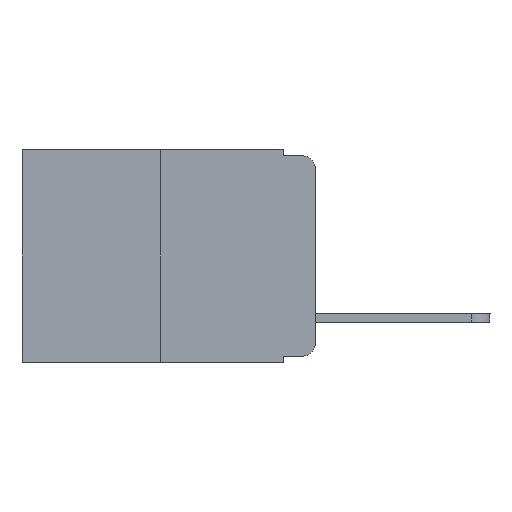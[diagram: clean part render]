
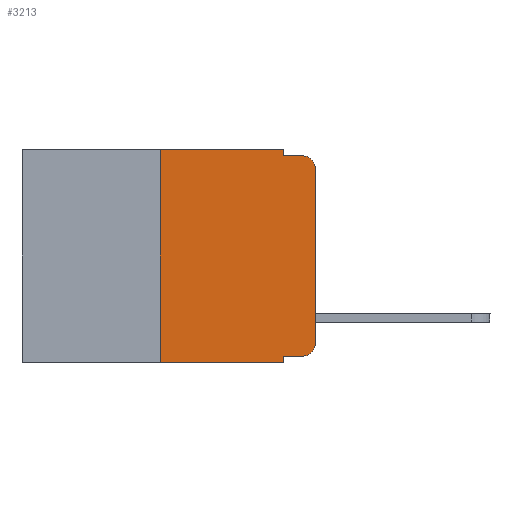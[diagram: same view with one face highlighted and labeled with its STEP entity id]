
A CAD part, left-side view. The second image highlights one B-rep face of the part: STEP entity #3213.
In plain terms, the highlighted planar face has unit normal (-1, 0, 0).
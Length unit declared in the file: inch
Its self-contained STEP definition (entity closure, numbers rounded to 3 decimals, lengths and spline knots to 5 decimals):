
#237 = CIRCLE ( 'NONE', #10565, 0.02 ) ;
#418 = LINE ( 'NONE', #8845, #2052 ) ;
#682 = VECTOR ( 'NONE', #10756, 39.37008 ) ;
#830 = CARTESIAN_POINT ( 'NONE',  ( 0., 0.051, -0.333 ) ) ;
#891 = ORIENTED_EDGE ( 'NONE', *, *, #2331, .F. ) ;
#942 = EDGE_LOOP ( 'NONE', ( #9042, #5394, #4049, #5172, #4369, #10238, #9181, #891, #3636, #6552 ) ) ;
#1106 = CARTESIAN_POINT ( 'NONE',  ( 0., 0.473, -0.343 ) ) ;
#1222 = DIRECTION ( 'NONE',  ( 0., 0., 1. ) ) ;
#1412 = CIRCLE ( 'NONE', #2368, 0.02 ) ;
#1569 = EDGE_CURVE ( 'NONE', #3467, #2420, #10419, .T. ) ;
#1676 = CARTESIAN_POINT ( 'NONE',  ( 0., 0., -0.313 ) ) ;
#1845 = VECTOR ( 'NONE', #6030, 39.37008 ) ;
#1901 = CARTESIAN_POINT ( 'NONE',  ( 0., 0.02, -0.333 ) ) ;
#2021 = VECTOR ( 'NONE', #5744, 39.37008 ) ;
#2052 = VECTOR ( 'NONE', #3917, 39.37008 ) ;
#2331 = EDGE_CURVE ( 'NONE', #8900, #2420, #5507, .T. ) ;
#2368 = AXIS2_PLACEMENT_3D ( 'NONE', #9620, #7714, #4792 ) ;
#2420 = VERTEX_POINT ( 'NONE', #10061 ) ;
#3041 = VERTEX_POINT ( 'NONE', #3584 ) ;
#3213 = ADVANCED_FACE ( 'NONE', ( #10537 ), #4750, .F. ) ;
#3220 = EDGE_CURVE ( 'NONE', #3467, #10648, #6016, .T. ) ;
#3464 = CARTESIAN_POINT ( 'NONE',  ( 0., 0.051, 0. ) ) ;
#3467 = VERTEX_POINT ( 'NONE', #5267 ) ;
#3584 = CARTESIAN_POINT ( 'NONE',  ( 0., 0., -0.03 ) ) ;
#3636 = ORIENTED_EDGE ( 'NONE', *, *, #7071, .T. ) ;
#3814 = AXIS2_PLACEMENT_3D ( 'NONE', #11492, #3901, #4831 ) ;
#3901 = DIRECTION ( 'NONE',  ( 1., 0., 0. ) ) ;
#3917 = DIRECTION ( 'NONE',  ( 0., -1., 0. ) ) ;
#3957 = EDGE_CURVE ( 'NONE', #10648, #10794, #418, .T. ) ;
#4049 = ORIENTED_EDGE ( 'NONE', *, *, #6031, .F. ) ;
#4369 = ORIENTED_EDGE ( 'NONE', *, *, #3957, .F. ) ;
#4586 = VERTEX_POINT ( 'NONE', #6879 ) ;
#4750 = PLANE ( 'NONE',  #3814 ) ;
#4792 = DIRECTION ( 'NONE',  ( 0., 0., -1. ) ) ;
#4831 = DIRECTION ( 'NONE',  ( 0., 0., -1. ) ) ;
#4953 = CARTESIAN_POINT ( 'NONE',  ( 0., 0.051, 0. ) ) ;
#5046 = EDGE_CURVE ( 'NONE', #11510, #3041, #10195, .T. ) ;
#5092 = CARTESIAN_POINT ( 'NONE',  ( 0., 0.02, -0.313 ) ) ;
#5172 = ORIENTED_EDGE ( 'NONE', *, *, #6140, .F. ) ;
#5218 = DIRECTION ( 'NONE',  ( 0., 0., -1. ) ) ;
#5267 = CARTESIAN_POINT ( 'NONE',  ( 0., 0.25, -0.343 ) ) ;
#5394 = ORIENTED_EDGE ( 'NONE', *, *, #6365, .T. ) ;
#5496 = CARTESIAN_POINT ( 'NONE',  ( 0., 0.051, -0.01 ) ) ;
#5507 = LINE ( 'NONE', #4953, #1845 ) ;
#5744 = DIRECTION ( 'NONE',  ( 0., -1., 0. ) ) ;
#6016 = LINE ( 'NONE', #11579, #8893 ) ;
#6030 = DIRECTION ( 'NONE',  ( 0., 0., -1. ) ) ;
#6031 = EDGE_CURVE ( 'NONE', #12052, #4586, #10926, .T. ) ;
#6140 = EDGE_CURVE ( 'NONE', #10794, #12052, #8072, .T. ) ;
#6365 = EDGE_CURVE ( 'NONE', #3041, #4586, #1412, .T. ) ;
#6552 = ORIENTED_EDGE ( 'NONE', *, *, #9373, .T. ) ;
#6630 = DIRECTION ( 'NONE',  ( 0., 0., 1. ) ) ;
#6879 = CARTESIAN_POINT ( 'NONE',  ( 0., 0.02, -0.01 ) ) ;
#7071 = EDGE_CURVE ( 'NONE', #8900, #10580, #12136, .T. ) ;
#7714 = DIRECTION ( 'NONE',  ( -1., 0., 0. ) ) ;
#7740 = DIRECTION ( 'NONE',  ( 0., -1., 0. ) ) ;
#7769 = VECTOR ( 'NONE', #5218, 39.37008 ) ;
#7823 = DIRECTION ( 'NONE',  ( -1., 0., 0. ) ) ;
#7897 = CARTESIAN_POINT ( 'NONE',  ( 0., 0.051, -0.01 ) ) ;
#8000 = CARTESIAN_POINT ( 'NONE',  ( 0., 0.051, -0.333 ) ) ;
#8072 = LINE ( 'NONE', #3464, #7769 ) ;
#8805 = DIRECTION ( 'NONE',  ( 0., 0., -1. ) ) ;
#8845 = CARTESIAN_POINT ( 'NONE',  ( 0., 0.473, 0. ) ) ;
#8893 = VECTOR ( 'NONE', #6630, 39.37008 ) ;
#8900 = VERTEX_POINT ( 'NONE', #8000 ) ;
#8976 = CARTESIAN_POINT ( 'NONE',  ( 0., 0.25, 0. ) ) ;
#8987 = VECTOR ( 'NONE', #1222, 39.37008 ) ;
#9042 = ORIENTED_EDGE ( 'NONE', *, *, #5046, .T. ) ;
#9181 = ORIENTED_EDGE ( 'NONE', *, *, #1569, .T. ) ;
#9373 = EDGE_CURVE ( 'NONE', #10580, #11510, #237, .T. ) ;
#9620 = CARTESIAN_POINT ( 'NONE',  ( 0., 0.02, -0.03 ) ) ;
#10061 = CARTESIAN_POINT ( 'NONE',  ( 0., 0.051, -0.343 ) ) ;
#10195 = LINE ( 'NONE', #11809, #8987 ) ;
#10238 = ORIENTED_EDGE ( 'NONE', *, *, #3220, .F. ) ;
#10419 = LINE ( 'NONE', #1106, #11430 ) ;
#10537 = FACE_OUTER_BOUND ( 'NONE', #942, .T. ) ;
#10565 = AXIS2_PLACEMENT_3D ( 'NONE', #5092, #7823, #8805 ) ;
#10580 = VERTEX_POINT ( 'NONE', #1901 ) ;
#10648 = VERTEX_POINT ( 'NONE', #8976 ) ;
#10756 = DIRECTION ( 'NONE',  ( 0., -1., 0. ) ) ;
#10794 = VERTEX_POINT ( 'NONE', #12026 ) ;
#10926 = LINE ( 'NONE', #7897, #682 ) ;
#11430 = VECTOR ( 'NONE', #7740, 39.37008 ) ;
#11492 = CARTESIAN_POINT ( 'NONE',  ( 0., 0.473, 0. ) ) ;
#11510 = VERTEX_POINT ( 'NONE', #1676 ) ;
#11579 = CARTESIAN_POINT ( 'NONE',  ( 0., 0.25, 0. ) ) ;
#11809 = CARTESIAN_POINT ( 'NONE',  ( 0., 0., 0. ) ) ;
#12026 = CARTESIAN_POINT ( 'NONE',  ( 0., 0.051, 0. ) ) ;
#12052 = VERTEX_POINT ( 'NONE', #5496 ) ;
#12136 = LINE ( 'NONE', #830, #2021 ) ;
